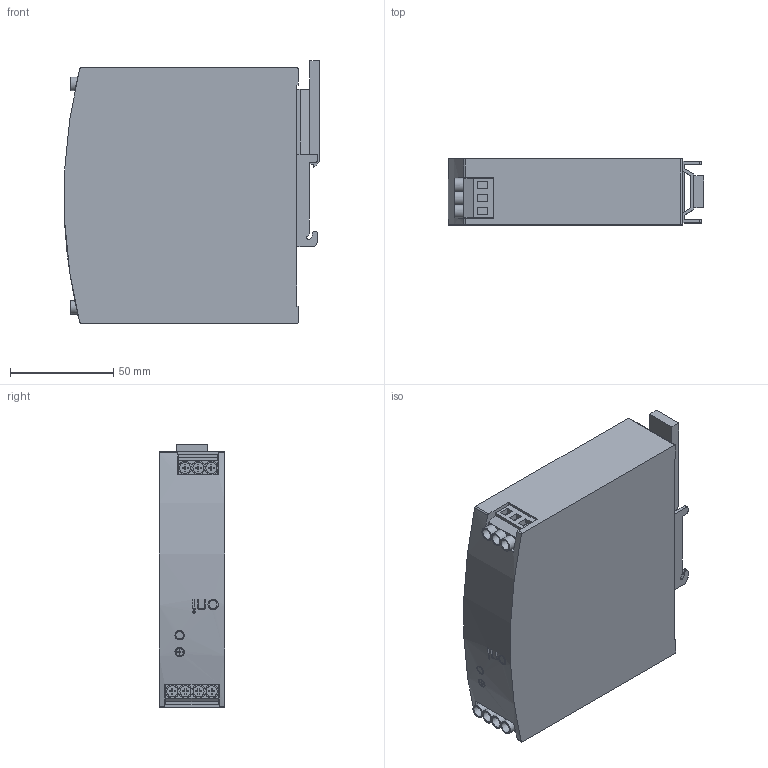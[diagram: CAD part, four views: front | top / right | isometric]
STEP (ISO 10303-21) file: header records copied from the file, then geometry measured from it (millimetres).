
FILE_DESCRIPTION(('STEP AP203'), '1');
FILE_NAME('Áëîê ïèòàíèÿ OPSE 220B AC 24B DC 120Âò ONI', '', ('UNSPECIFIED'), ('UNSPECIFIED'), 'ASCON STEP Converter 1.6', 'ASCON Math Kernel', '');
FILE_SCHEMA(('CONFIG_CONTROL_DESIGN'));
Length unit declared in the file: millimetre
Bounding box: 123.82 x 32 x 127.5 mm (x, y, z)
Volume: 444075.8 mm3; surface area: 50156.2 mm2
Topology: 1 solids, 1 shells, 324 faces, 862 edges, 570 vertices
Faces by surface type: plane 258, cylinder 64, bspline 2
Full cylindrical faces by diameter (mm): 4.2 x2, 4.5 x2, 5 x1, 5.3 x7
Entity records: 13564 total; most frequent: CARTESIAN_POINT 2845, ORIENTED_EDGE 1692, DIRECTION 1599, EDGE_CURVE 846, LINE 693, VECTOR 693, VERTEX_POINT 568, AXIS2_PLACEMENT_3D 453
